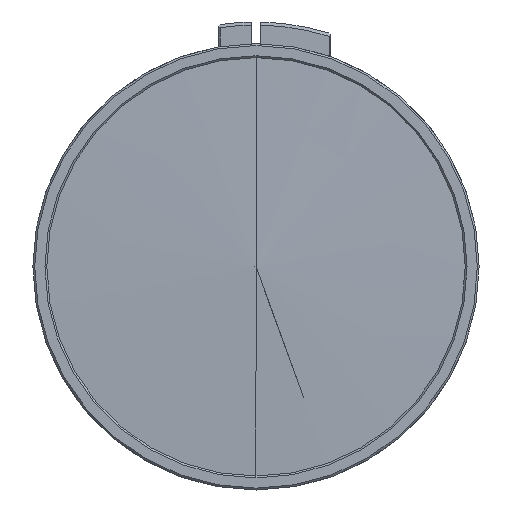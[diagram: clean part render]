
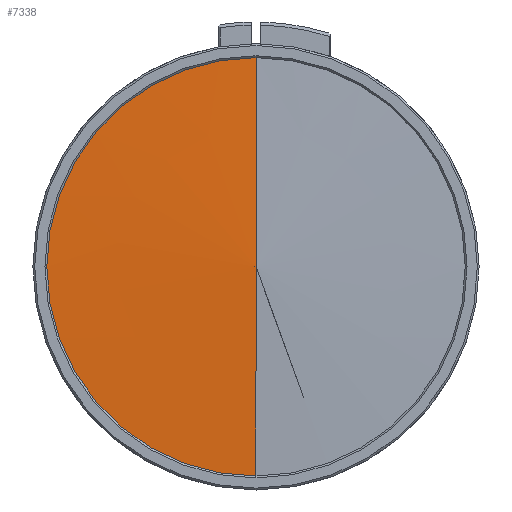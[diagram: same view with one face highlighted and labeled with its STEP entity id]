
A CAD part, left-side view. The second image highlights one B-rep face of the part: STEP entity #7338.
In plain terms, the highlighted conical face has half-angle 88.16 degrees and reference radius 35.265 mm.
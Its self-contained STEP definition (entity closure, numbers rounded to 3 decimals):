
#830 = CARTESIAN_POINT ( 'NONE',  ( 1.133, 0., -35.265 ) ) ;
#1003 = CONICAL_SURFACE ( 'NONE', #3648, 35.265, 1.539 ) ;
#1604 = CARTESIAN_POINT ( 'NONE',  ( 1.133, 0., 0. ) ) ;
#1910 = DIRECTION ( 'NONE',  ( 0.032, 0., -0.999 ) ) ;
#2118 = DIRECTION ( 'NONE',  ( 1., 0., 0. ) ) ;
#2206 = EDGE_CURVE ( 'NONE', #8564, #7234, #13924, .T. ) ;
#2534 = CARTESIAN_POINT ( 'NONE',  ( 1.085, 0., -33.75 ) ) ;
#2550 = VECTOR ( 'NONE', #1910, 1000. ) ;
#3648 = AXIS2_PLACEMENT_3D ( 'NONE', #1604, #4056, #3950 ) ;
#3950 = DIRECTION ( 'NONE',  ( 0., 0., -1. ) ) ;
#4056 = DIRECTION ( 'NONE',  ( 1., 0., 0. ) ) ;
#4145 = EDGE_LOOP ( 'NONE', ( #12506, #12085, #14349 ) ) ;
#5590 = EDGE_CURVE ( 'NONE', #12412, #8564, #10416, .T. ) ;
#7234 = VERTEX_POINT ( 'NONE', #13339 ) ;
#7338 = ADVANCED_FACE ( 'NONE', ( #9992 ), #1003, .T. ) ;
#8014 = AXIS2_PLACEMENT_3D ( 'NONE', #15389, #2118, #11766 ) ;
#8564 = VERTEX_POINT ( 'NONE', #2534 ) ;
#9159 = VECTOR ( 'NONE', #14529, 1000. ) ;
#9992 = FACE_OUTER_BOUND ( 'NONE', #4145, .T. ) ;
#10416 = LINE ( 'NONE', #830, #2550 ) ;
#11766 = DIRECTION ( 'NONE',  ( 0., 0., -1. ) ) ;
#12085 = ORIENTED_EDGE ( 'NONE', *, *, #12253, .T. ) ;
#12253 = EDGE_CURVE ( 'NONE', #12412, #7234, #12341, .T. ) ;
#12341 = LINE ( 'NONE', #13460, #9159 ) ;
#12347 = CARTESIAN_POINT ( 'NONE',  ( 0., 0., 0. ) ) ;
#12412 = VERTEX_POINT ( 'NONE', #12347 ) ;
#12506 = ORIENTED_EDGE ( 'NONE', *, *, #5590, .F. ) ;
#13339 = CARTESIAN_POINT ( 'NONE',  ( 1.085, 0., 33.75 ) ) ;
#13460 = CARTESIAN_POINT ( 'NONE',  ( 1.133, 0., 35.265 ) ) ;
#13924 = CIRCLE ( 'NONE', #8014, 33.75 ) ;
#14349 = ORIENTED_EDGE ( 'NONE', *, *, #2206, .F. ) ;
#14529 = DIRECTION ( 'NONE',  ( 0.032, 0., 0.999 ) ) ;
#15389 = CARTESIAN_POINT ( 'NONE',  ( 1.085, 0., 0. ) ) ;
